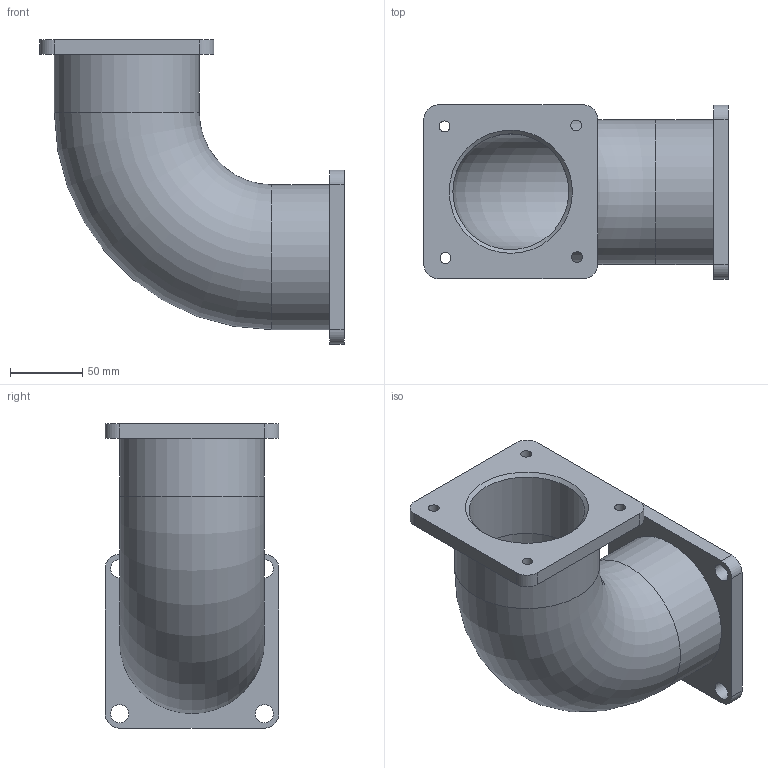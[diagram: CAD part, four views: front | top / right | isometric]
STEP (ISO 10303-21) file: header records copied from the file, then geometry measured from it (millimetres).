
FILE_DESCRIPTION(/* description */ (''),/* implementation_level */ '2;1');
FILE_NAME(/* name */ 'Flanged Elbow_.step',/* time_stamp */ '2026-01-27T02:01:41+01:00',/* author */ (''),/* organization */ (''),/* preprocessor_version */ 'ST-DEVELOPER v20.1',/* originating_system */ 'Autodesk Translation Framework v14.21.0.0',/* authorisation */ '');
FILE_SCHEMA (('AUTOMOTIVE_DESIGN { 1 0 10303 214 3 1 1 }'));
Length unit declared in the file: centimetre
Products named in the file (1): 2026-01-02-03-20-00-913
Bounding box: 210 x 120 x 210 mm (x, y, z)
Volume: 847799.7 mm3; surface area: 180302.4 mm2
Topology: 1 solids, 1 shells, 36 faces, 90 edges, 58 vertices
Faces by surface type: cylinder 20, plane 12, cone 2, torus 2
Full cylindrical faces by diameter (mm): 7.5 x4, 12.5 x4, 80 x2, 100 x2
Entity records: 1159 total; most frequent: DIRECTION 208, CARTESIAN_POINT 185, ORIENTED_EDGE 180, EDGE_CURVE 90, AXIS2_PLACEMENT_3D 81, VERTEX_POINT 58, EDGE_LOOP 56, LINE 46
